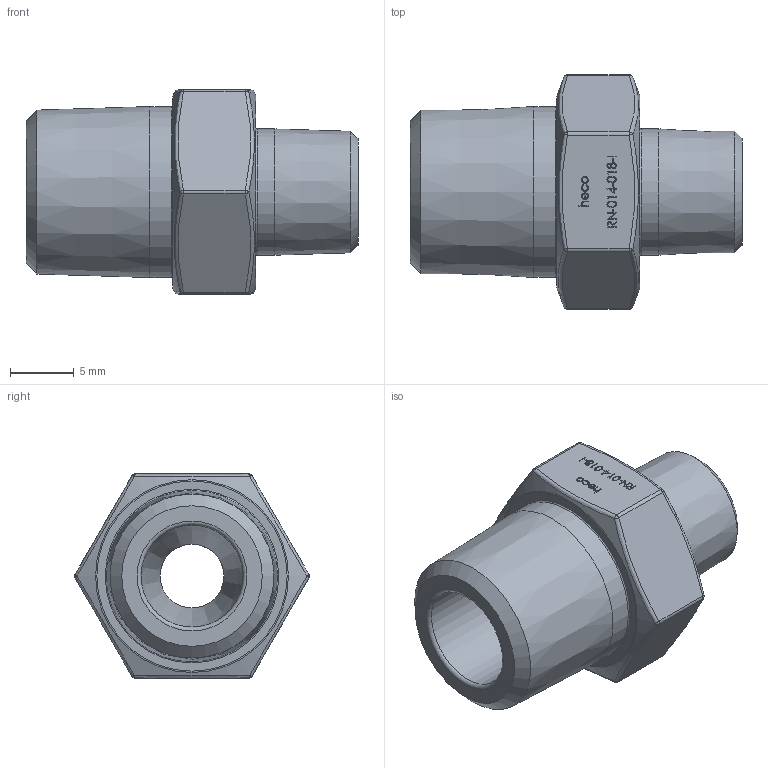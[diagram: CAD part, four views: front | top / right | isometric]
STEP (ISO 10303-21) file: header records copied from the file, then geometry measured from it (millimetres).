
FILE_DESCRIPTION (( 'STEP AP214' ), '1' );
FILE_NAME ('RN-014-018-I 2308.STEP', '2023-09-12T08:27:06', ( '' ), ( '' ), 'SwSTEP 2.0', 'SolidWorks 2019', '' );
FILE_SCHEMA (( 'AUTOMOTIVE_DESIGN' ));
Length unit declared in the file: millimetre
Products named in the file (1): RN-014-018-I  2308
Bounding box: 26 x 18.38 x 16.01 mm (x, y, z)
Volume: 2599 mm3; surface area: 1907 mm2
Topology: 1 solids, 1 shells, 233 faces, 581 edges, 372 vertices
Faces by surface type: plane 109, bspline 87, sphere 12, cylinder 10, torus 8, cone 7
Full cylindrical faces by diameter (mm): 5 x1, 8 x1, 9.884 x1, 13.388 x1
Entity records: 13170 total; most frequent: CARTESIAN_POINT 6519, ORIENTED_EDGE 1088, DIRECTION 722, EDGE_CURVE 544, VERTEX_POINT 358, LINE 312, VECTOR 312, EDGE_LOOP 280
